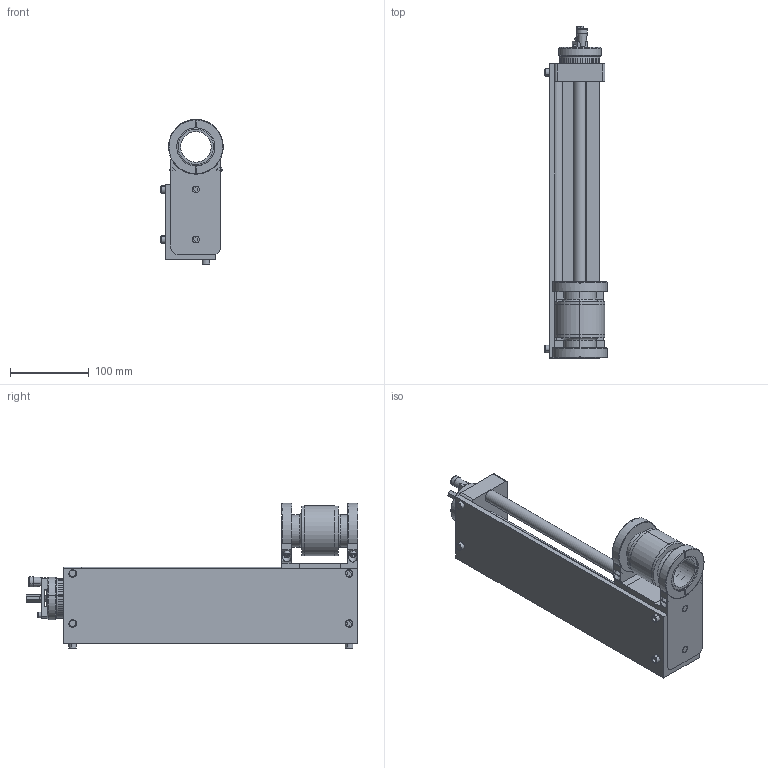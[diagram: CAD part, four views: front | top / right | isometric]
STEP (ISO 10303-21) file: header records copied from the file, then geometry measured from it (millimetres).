
FILE_DESCRIPTION (( 'STEP AP203' ), '1' );
FILE_NAME ('BLT27S-10_10011349.STEP', '2015-03-12T21:37:05', ( 'JBeebout' ), ( 'Microsoft' ), 'SwSTEP 2.0', 'SolidWorks 2014', '' );
FILE_SCHEMA (( 'CONFIG_CONTROL_DESIGN' ));
Length unit declared in the file: inch
Products named in the file (1): BLT27S-10_10011349
Bounding box: 79.11 x 420.69 x 183.9 mm (x, y, z)
Volume: 1401043.9 mm3; surface area: 268766.8 mm2
Topology: 1 solids, 1 shells, 543 faces, 1458 edges, 969 vertices
Faces by surface type: plane 378, cylinder 111, cone 46, torus 8
Entity records: 17146 total; most frequent: CARTESIAN_POINT 3071, DIRECTION 2932, ORIENTED_EDGE 2908, EDGE_CURVE 1454, LINE 1012, VECTOR 1012, VERTEX_POINT 969, AXIS2_PLACEMENT_3D 960
